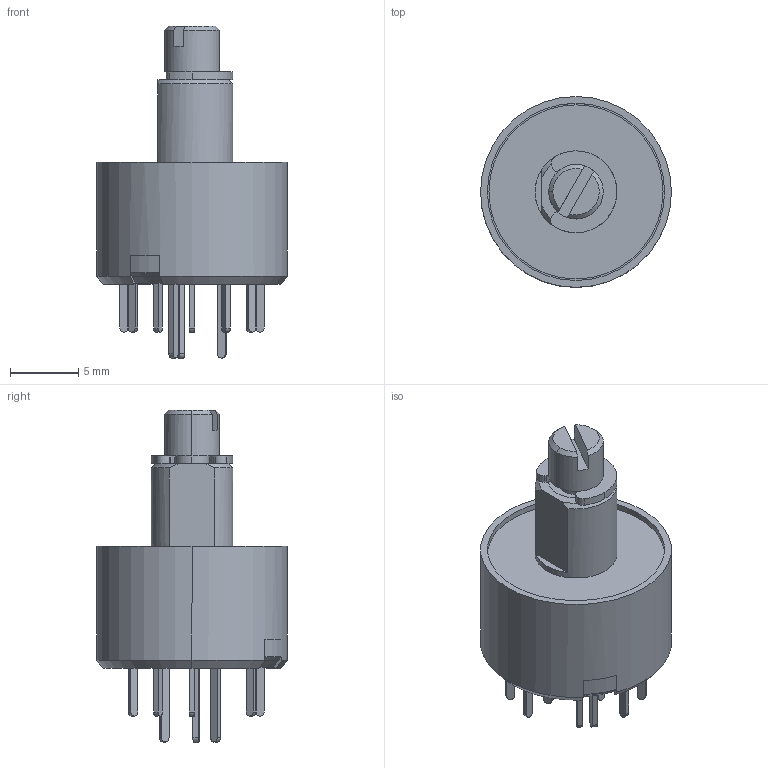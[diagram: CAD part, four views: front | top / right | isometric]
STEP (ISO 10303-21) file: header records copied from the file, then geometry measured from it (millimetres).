
FILE_DESCRIPTION (( 'STEP AP203' ), '1' );
FILE_NAME ('3ﾏ3ﾍ 21 IP48(40).STEP', '2020-09-03T06:16:32', ( '' ), ( '' ), 'SwSTEP 2.0', 'SolidWorks 2017', '' );
FILE_SCHEMA (( 'CONFIG_CONTROL_DESIGN' ));
Length unit declared in the file: millimetre
Products named in the file (23): ÔÈÌÄ-Ý.18.27 Óçåë ôèêñàöèè; ÌÏÍ3 10Ï âûâîä-oa7; ÌÏÍ3 10Ï îñíîâàíèå; ﾔﾈﾌﾄ-ﾝ.18.34 ﾂ琿_21; �����_3�3�; ÌÏÍ3 ðîòîð 4Í; 扻豵鵨; 櫻蠉錪2; 扻錪犩 諘瀁謺鍷; ÌÏÍ3 Ïðóæèíêà Ô ïðÿìàÿ; 3ﾏ3ﾍ 21 IP48(40); ÌÏÍ3 Êîíòàêò íà 180; 匀棠.754175.002 暑朦鲱 箫腩蝽栩咫铄
Assembly tree (21 placements, depth 3):
  ÌÏÍ3 ðîòîð 4Í
  ÌÏÍ3 Ïðóæèíêà Ô ïðÿìàÿ
  3ﾏ3ﾍ 21 IP48(40)
    ÔÈÌÄ-Ý.18.27 Óçåë ôèêñàöèè
      扻豵鵨
      扻錪犩 諘瀁謺鍷
      匀棠.754175.002 暑朦鲱 箫腩蝽栩咫铄  x2
    �����_3�3�
      ÌÏÍ3 Êîíòàêò íà 180
      ÌÏÍ3 10Ï âûâîä-oa7
      ÌÏÍ3 10Ï îñíîâàíèå
      ÌÏÍ3 Êîíòàêò íà 180
      ÌÏÍ3 Êîíòàêò íà 180
      櫻蠉錪2
      ÌÏÍ3 10Ï âûâîä-oa7
      ÌÏÍ3 10Ï âûâîä-oa7
      ÌÏÍ3 10Ï âûâîä-oa7
      ÌÏÍ3 10Ï âûâîä-oa7
      ÌÏÍ3 10Ï âûâîä-oa7
      ÌÏÍ3 10Ï âûâîä-oa7
      ÌÏÍ3 10Ï âûâîä-oa7
      ÌÏÍ3 10Ï âûâîä-oa7
    ﾔﾈﾌﾄ-ﾝ.18.34 ﾂ琿_21
Bounding box: 14 x 14 x 24.35 mm (x, y, z)
Volume: 977.3 mm3; surface area: 2515.2 mm2
Topology: 19 solids, 19 shells, 323 faces, 772 edges, 507 vertices
Faces by surface type: plane 183, cylinder 86, bspline 34, cone 20
Entity records: 12147 total; most frequent: CARTESIAN_POINT 2316, DIRECTION 1530, ORIENTED_EDGE 1528, EDGE_CURVE 764, AXIS2_PLACEMENT_3D 525, VERTEX_POINT 503, VECTOR 480, LINE 480
